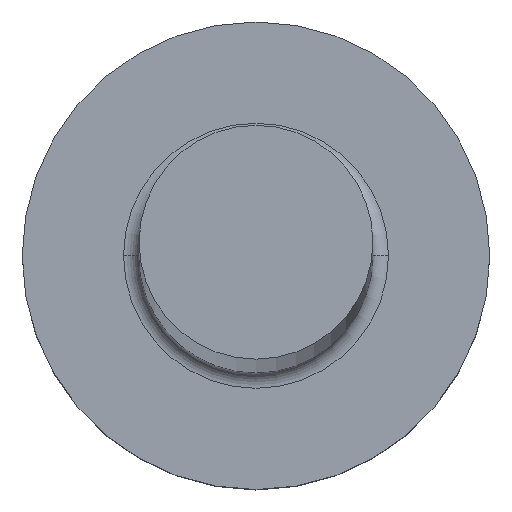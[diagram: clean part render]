
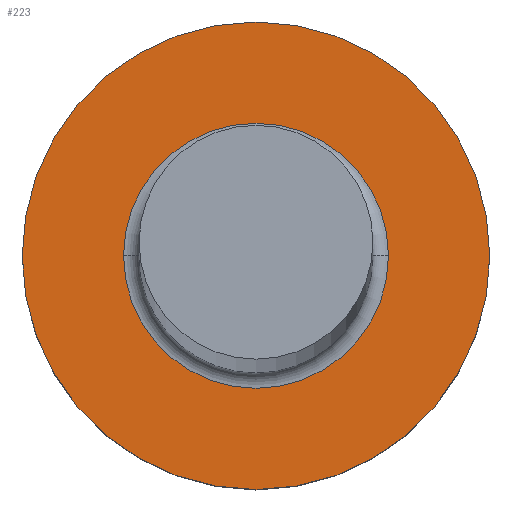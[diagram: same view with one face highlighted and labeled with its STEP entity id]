
A CAD part, top view. The second image highlights one B-rep face of the part: STEP entity #223.
In plain terms, the highlighted planar face has unit normal (0, 0, 1).
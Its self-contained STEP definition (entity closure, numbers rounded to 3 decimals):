
#3 = VERTEX_POINT ( 'NONE', #77 ) ;
#8 = ORIENTED_EDGE ( 'NONE', *, *, #285, .T. ) ;
#14 = VERTEX_POINT ( 'NONE', #127 ) ;
#15 = CARTESIAN_POINT ( 'NONE',  ( 3., 0., 3. ) ) ;
#33 = DIRECTION ( 'NONE',  ( 0., 0., 1. ) ) ;
#37 = DIRECTION ( 'NONE',  ( 0., 0., -1. ) ) ;
#43 = EDGE_LOOP ( 'NONE', ( #50, #8 ) ) ;
#48 = CIRCLE ( 'NONE', #286, 1.7 ) ;
#50 = ORIENTED_EDGE ( 'NONE', *, *, #175, .T. ) ;
#57 = EDGE_CURVE ( 'NONE', #3, #284, #61, .T. ) ;
#59 = DIRECTION ( 'NONE',  ( 1., 0., 0. ) ) ;
#61 = CIRCLE ( 'NONE', #274, 3. ) ;
#62 = FACE_OUTER_BOUND ( 'NONE', #266, .T. ) ;
#63 = DIRECTION ( 'NONE',  ( 1., 0., 0. ) ) ;
#64 = PLANE ( 'NONE',  #213 ) ;
#76 = AXIS2_PLACEMENT_3D ( 'NONE', #164, #268, #59 ) ;
#77 = CARTESIAN_POINT ( 'NONE',  ( -3., 0., 3. ) ) ;
#82 = EDGE_CURVE ( 'NONE', #284, #3, #194, .T. ) ;
#88 = CARTESIAN_POINT ( 'NONE',  ( 1.7, 0., 3. ) ) ;
#104 = ORIENTED_EDGE ( 'NONE', *, *, #57, .T. ) ;
#105 = DIRECTION ( 'NONE',  ( 1., 0., 0. ) ) ;
#127 = CARTESIAN_POINT ( 'NONE',  ( -1.7, 0., 3. ) ) ;
#164 = CARTESIAN_POINT ( 'NONE',  ( 0., 0., 3. ) ) ;
#170 = DIRECTION ( 'NONE',  ( 0., 0., 1. ) ) ;
#175 = EDGE_CURVE ( 'NONE', #241, #14, #48, .T. ) ;
#177 = CARTESIAN_POINT ( 'NONE',  ( 0., 0., 3. ) ) ;
#188 = CARTESIAN_POINT ( 'NONE',  ( 0., 0., 3. ) ) ;
#193 = CARTESIAN_POINT ( 'NONE',  ( 0., 0., 3. ) ) ;
#194 = CIRCLE ( 'NONE', #76, 3. ) ;
#202 = CIRCLE ( 'NONE', #300, 1.7 ) ;
#213 = AXIS2_PLACEMENT_3D ( 'NONE', #193, #170, #269 ) ;
#216 = DIRECTION ( 'NONE',  ( 1., 0., 0. ) ) ;
#223 = ADVANCED_FACE ( 'NONE', ( #246, #62 ), #64, .T. ) ;
#237 = ORIENTED_EDGE ( 'NONE', *, *, #82, .T. ) ;
#241 = VERTEX_POINT ( 'NONE', #88 ) ;
#246 = FACE_BOUND ( 'NONE', #43, .T. ) ;
#266 = EDGE_LOOP ( 'NONE', ( #104, #237 ) ) ;
#268 = DIRECTION ( 'NONE',  ( 0., 0., 1. ) ) ;
#269 = DIRECTION ( 'NONE',  ( 1., 0., 0. ) ) ;
#274 = AXIS2_PLACEMENT_3D ( 'NONE', #188, #33, #216 ) ;
#276 = DIRECTION ( 'NONE',  ( 0., 0., -1. ) ) ;
#284 = VERTEX_POINT ( 'NONE', #15 ) ;
#285 = EDGE_CURVE ( 'NONE', #14, #241, #202, .T. ) ;
#286 = AXIS2_PLACEMENT_3D ( 'NONE', #301, #37, #63 ) ;
#300 = AXIS2_PLACEMENT_3D ( 'NONE', #177, #276, #105 ) ;
#301 = CARTESIAN_POINT ( 'NONE',  ( 0., 0., 3. ) ) ;
